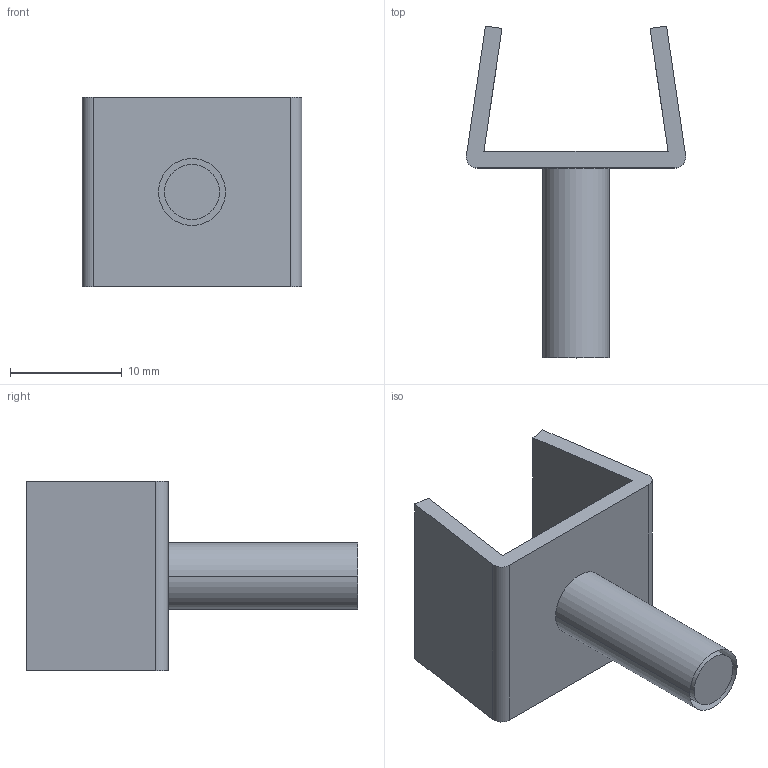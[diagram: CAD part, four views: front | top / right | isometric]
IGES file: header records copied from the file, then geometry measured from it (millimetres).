
Start section:  PTC IGES file: s0216-60131.igs
Global section: file name: s0216-60131.igs; native system: Pro/ENGINEER by Parametric Technology Corporation; preprocessor: 2006200; author: Andrea.Castagnoli; organization: Unknown; date: 20070706.144918; units: millimetre
Bounding box: 19.66 x 29.72 x 17 mm (x, y, z)
Volume: 1389.4 mm3; surface area: 2174.5 mm2
Topology: 1 solids, 2 shells, 17 faces, 42 edges, 28 vertices
Faces by surface type: bspline 11, revolution 6
